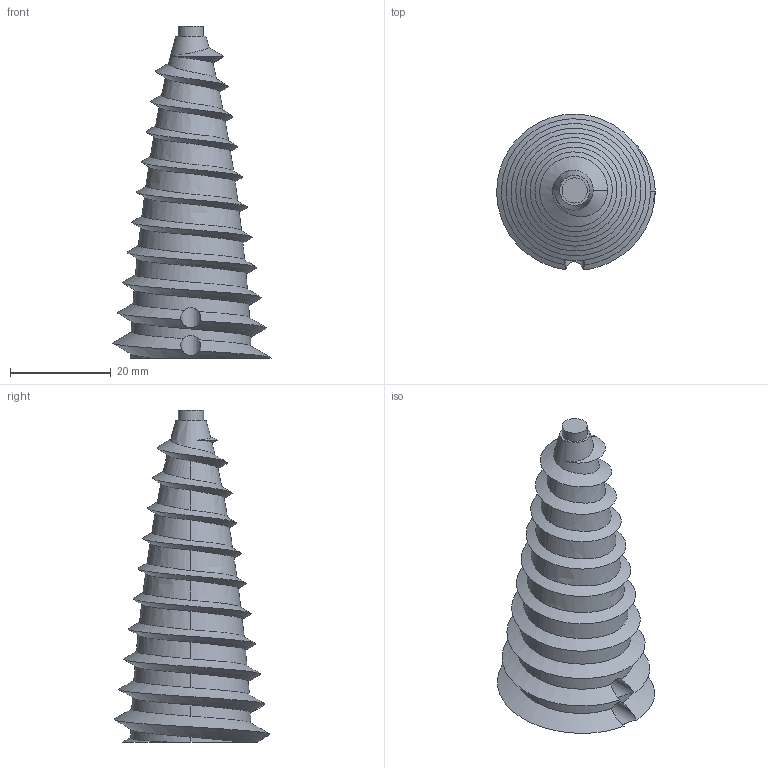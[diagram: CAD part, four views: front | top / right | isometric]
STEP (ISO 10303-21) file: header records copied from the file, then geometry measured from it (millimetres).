
FILE_DESCRIPTION(/* description */ (''),/* implementation_level */ '2;1');
FILE_NAME(/* name */ 'Drill v5.step',/* time_stamp */ '2024-02-12T16:40:51+01:00',/* author */ (''),/* organization */ (''),/* preprocessor_version */ 'ST-DEVELOPER v20',/* originating_system */ 'Autodesk Translation Framework v12.20.1.177',/* authorisation */ '');
FILE_SCHEMA (('AUTOMOTIVE_DESIGN { 1 0 10303 214 3 1 1 }'));
Length unit declared in the file: millimetre
Products named in the file (1): Drill
Bounding box: 31.52 x 30.98 x 66 mm (x, y, z)
Volume: 18147.5 mm3; surface area: 6488.4 mm2
Topology: 1 solids, 1 shells, 31 faces, 87 edges, 56 vertices
Faces by surface type: bspline 18, plane 9, cylinder 4
Full cylindrical faces by diameter (mm): 4 x2, 5 x1
Entity records: 4014 total; most frequent: CARTESIAN_POINT 3321, ORIENTED_EDGE 174, EDGE_CURVE 87, DIRECTION 78, VERTEX_POINT 56, B_SPLINE_CURVE_WITH_KNOTS 52, EDGE_LOOP 33, FACE_OUTER_BOUND 31
